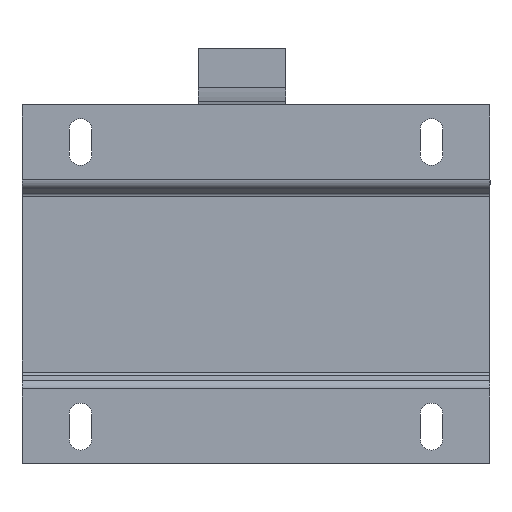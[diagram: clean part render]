
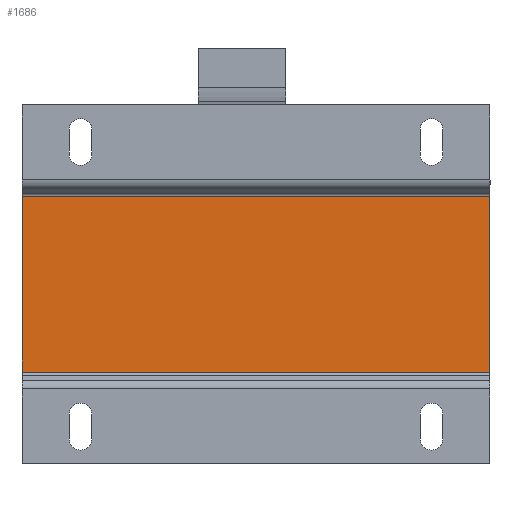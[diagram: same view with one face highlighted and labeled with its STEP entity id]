
A CAD part, front view. The second image highlights one B-rep face of the part: STEP entity #1686.
In plain terms, the highlighted planar face has unit normal (0, -1, 0).
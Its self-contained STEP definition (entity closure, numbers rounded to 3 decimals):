
#255 = DIRECTION ( 'NONE',  ( 0., 0., 1. ) ) ;
#327 = CARTESIAN_POINT ( 'NONE',  ( 60., -51.5, -22.5 ) ) ;
#423 = LINE ( 'NONE', #2054, #4555 ) ;
#531 = EDGE_LOOP ( 'NONE', ( #4295, #5210, #4464, #1534 ) ) ;
#633 = EDGE_CURVE ( 'NONE', #3775, #2927, #423, .T. ) ;
#849 = DIRECTION ( 'NONE',  ( -1., 0., 0. ) ) ;
#1169 = DIRECTION ( 'NONE',  ( 0., 0., -1. ) ) ;
#1212 = CARTESIAN_POINT ( 'NONE',  ( 0., -51.5, 22.5 ) ) ;
#1229 = CARTESIAN_POINT ( 'NONE',  ( 60., -51.5, 22.5 ) ) ;
#1334 = LINE ( 'NONE', #2714, #2515 ) ;
#1528 = DIRECTION ( 'NONE',  ( 1., 0., 0. ) ) ;
#1534 = ORIENTED_EDGE ( 'NONE', *, *, #3987, .F. ) ;
#1686 = ADVANCED_FACE ( 'NONE', ( #3917 ), #5135, .F. ) ;
#2054 = CARTESIAN_POINT ( 'NONE',  ( 0., -51.5, -22.5 ) ) ;
#2098 = EDGE_CURVE ( 'NONE', #4561, #3775, #2769, .T. ) ;
#2407 = CARTESIAN_POINT ( 'NONE',  ( 0., -51.5, 0. ) ) ;
#2461 = DIRECTION ( 'NONE',  ( 0., 1., 0. ) ) ;
#2515 = VECTOR ( 'NONE', #255, 1000. ) ;
#2588 = EDGE_CURVE ( 'NONE', #4561, #4833, #3247, .T. ) ;
#2714 = CARTESIAN_POINT ( 'NONE',  ( -60., -51.5, 46. ) ) ;
#2718 = CARTESIAN_POINT ( 'NONE',  ( 60., -51.5, 46. ) ) ;
#2769 = LINE ( 'NONE', #2718, #3640 ) ;
#2927 = VERTEX_POINT ( 'NONE', #5258 ) ;
#2928 = VECTOR ( 'NONE', #4489, 1000. ) ;
#3247 = LINE ( 'NONE', #1212, #2928 ) ;
#3640 = VECTOR ( 'NONE', #1169, 1000. ) ;
#3775 = VERTEX_POINT ( 'NONE', #327 ) ;
#3917 = FACE_OUTER_BOUND ( 'NONE', #531, .T. ) ;
#3987 = EDGE_CURVE ( 'NONE', #2927, #4833, #1334, .T. ) ;
#4051 = AXIS2_PLACEMENT_3D ( 'NONE', #2407, #2461, #1528 ) ;
#4295 = ORIENTED_EDGE ( 'NONE', *, *, #633, .F. ) ;
#4464 = ORIENTED_EDGE ( 'NONE', *, *, #2588, .T. ) ;
#4489 = DIRECTION ( 'NONE',  ( -1., 0., 0. ) ) ;
#4555 = VECTOR ( 'NONE', #849, 1000. ) ;
#4561 = VERTEX_POINT ( 'NONE', #1229 ) ;
#4833 = VERTEX_POINT ( 'NONE', #5134 ) ;
#5134 = CARTESIAN_POINT ( 'NONE',  ( -60., -51.5, 22.5 ) ) ;
#5135 = PLANE ( 'NONE',  #4051 ) ;
#5210 = ORIENTED_EDGE ( 'NONE', *, *, #2098, .F. ) ;
#5258 = CARTESIAN_POINT ( 'NONE',  ( -60., -51.5, -22.5 ) ) ;
